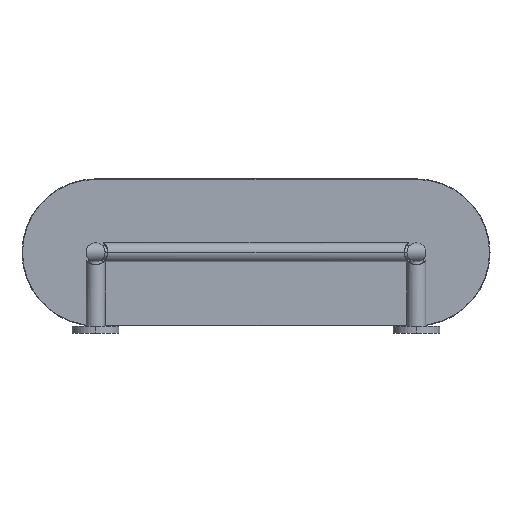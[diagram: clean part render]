
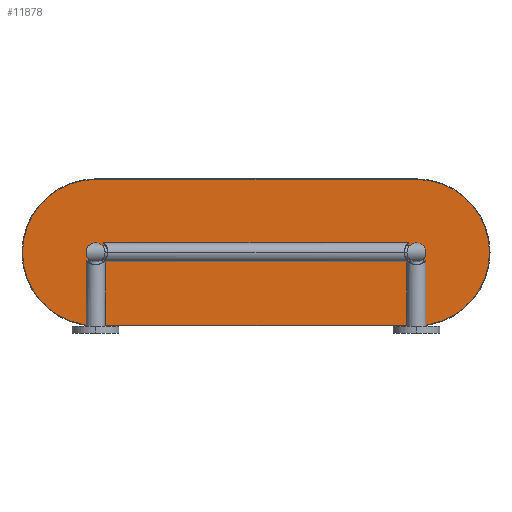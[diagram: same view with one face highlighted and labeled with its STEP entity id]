
A CAD part, front view. The second image highlights one B-rep face of the part: STEP entity #11878.
In plain terms, the highlighted planar face has unit normal (0, -1, 0).
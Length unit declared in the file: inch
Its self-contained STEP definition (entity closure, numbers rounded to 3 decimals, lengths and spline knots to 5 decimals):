
#754=DIRECTION('',(-1.,0.,0.));
#755=VECTOR('',#754,12.);
#756=CARTESIAN_POINT('',(6.,1.28,5.7045));
#757=LINE('',#756,#755);
#758=CARTESIAN_POINT('',(6.,1.28,2.9745));
#759=DIRECTION('',(0.,-1.,0.));
#760=DIRECTION('',(0.,0.,-1.));
#761=AXIS2_PLACEMENT_3D('',#758,#759,#760);
#763=DIRECTION('',(1.,0.,0.));
#764=VECTOR('',#763,12.);
#765=CARTESIAN_POINT('',(-6.,1.28,0.2445));
#766=LINE('',#765,#764);
#767=CARTESIAN_POINT('',(-6.,1.28,2.9745));
#768=DIRECTION('',(0.,-1.,0.));
#769=DIRECTION('',(0.,0.,1.));
#770=AXIS2_PLACEMENT_3D('',#767,#768,#769);
#772=CARTESIAN_POINT('',(-6.,1.28,2.9745));
#773=DIRECTION('',(0.,-1.,0.));
#774=DIRECTION('',(1.,0.,0.));
#775=AXIS2_PLACEMENT_3D('',#772,#773,#774);
#777=CARTESIAN_POINT('',(-6.,1.28,2.9745));
#778=DIRECTION('',(0.,-1.,0.));
#779=DIRECTION('',(-1.,0.,0.));
#780=AXIS2_PLACEMENT_3D('',#777,#778,#779);
#782=CARTESIAN_POINT('',(6.,1.28,2.9745));
#783=DIRECTION('',(0.,-1.,0.));
#784=DIRECTION('',(1.,0.,0.));
#785=AXIS2_PLACEMENT_3D('',#782,#783,#784);
#787=CARTESIAN_POINT('',(6.,1.28,2.9745));
#788=DIRECTION('',(0.,-1.,0.));
#789=DIRECTION('',(-1.,0.,0.));
#790=AXIS2_PLACEMENT_3D('',#787,#788,#789);
#9780=CARTESIAN_POINT('',(6.,1.28,5.7045));
#9781=CARTESIAN_POINT('',(-6.,1.28,5.7045));
#9782=VERTEX_POINT('',#9780);
#9783=VERTEX_POINT('',#9781);
#9788=CARTESIAN_POINT('',(-6.,1.28,0.2445));
#9789=VERTEX_POINT('',#9788);
#9792=CARTESIAN_POINT('',(6.,1.28,0.2445));
#9793=VERTEX_POINT('',#9792);
#10534=CARTESIAN_POINT('',(-5.685,1.28,2.9745));
#10535=CARTESIAN_POINT('',(-6.315,1.28,2.9745));
#10536=VERTEX_POINT('',#10534);
#10537=VERTEX_POINT('',#10535);
#11280=CARTESIAN_POINT('',(6.315,1.28,2.9745));
#11281=CARTESIAN_POINT('',(5.685,1.28,2.9745));
#11282=VERTEX_POINT('',#11280);
#11283=VERTEX_POINT('',#11281);
#11853=CARTESIAN_POINT('',(0.,1.28,2.9745));
#11854=DIRECTION('',(0.,1.,0.));
#11855=DIRECTION('',(1.,0.,0.));
#11856=AXIS2_PLACEMENT_3D('',#11853,#11854,#11855);
#11857=PLANE('',#11856);
#11859=ORIENTED_EDGE('',*,*,#11858,.F.);
#11861=ORIENTED_EDGE('',*,*,#11860,.F.);
#11863=ORIENTED_EDGE('',*,*,#11862,.F.);
#11865=ORIENTED_EDGE('',*,*,#11864,.F.);
#11866=EDGE_LOOP('',(#11859,#11861,#11863,#11865));
#11867=FACE_OUTER_BOUND('',#11866,.F.);
#11868=ORIENTED_EDGE('',*,*,#11833,.T.);
#11869=ORIENTED_EDGE('',*,*,#11847,.T.);
#11870=EDGE_LOOP('',(#11868,#11869));
#11871=FACE_BOUND('',#11870,.F.);
#11873=ORIENTED_EDGE('',*,*,#11872,.T.);
#11875=ORIENTED_EDGE('',*,*,#11874,.T.);
#11876=EDGE_LOOP('',(#11873,#11875));
#11877=FACE_BOUND('',#11876,.F.);
#11878=ADVANCED_FACE('',(#11867,#11871,#11877),#11857,.F.);
#762=CIRCLE('',#761,2.73);
#771=CIRCLE('',#770,2.73);
#776=CIRCLE('',#775,0.315);
#781=CIRCLE('',#780,0.315);
#786=CIRCLE('',#785,0.315);
#791=CIRCLE('',#790,0.315);
#11833=EDGE_CURVE('',#10536,#10537,#776,.T.);
#11847=EDGE_CURVE('',#10537,#10536,#781,.T.);
#11858=EDGE_CURVE('',#9782,#9783,#757,.T.);
#11860=EDGE_CURVE('',#9793,#9782,#762,.T.);
#11862=EDGE_CURVE('',#9789,#9793,#766,.T.);
#11864=EDGE_CURVE('',#9783,#9789,#771,.T.);
#11872=EDGE_CURVE('',#11282,#11283,#786,.T.);
#11874=EDGE_CURVE('',#11283,#11282,#791,.T.);
